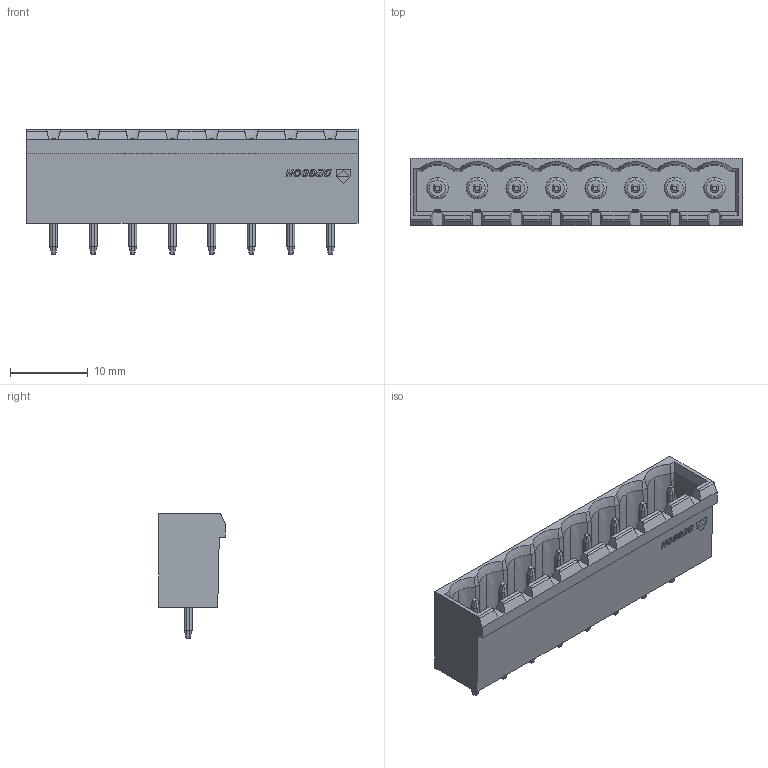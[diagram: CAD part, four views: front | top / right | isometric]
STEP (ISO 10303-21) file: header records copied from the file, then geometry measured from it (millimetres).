
FILE_DESCRIPTION((''),'2;1');
FILE_NAME('PRT0034','2020-03-23T',('Administrator'),(''),'PRO/ENGINEER BY PARAMETRIC TECHNOLOGY CORPORATION, 2012360','PRO/ENGINEER BY PARAMETRIC TECHNOLOGY CORPORATION, 2012360','');
FILE_SCHEMA(('AUTOMOTIVE_DESIGN { 1 0 10303 214 1 1 1 1 }'));
Length unit declared in the file: millimetre
Products named in the file (1): PRT0034
Bounding box: 42.64 x 8.6 x 16 mm (x, y, z)
Volume: 2011.6 mm3; surface area: 3105.7 mm2
Topology: 1 solids, 1 shells, 822 faces, 2220 edges, 1434 vertices
Faces by surface type: plane 621, cone 88, cylinder 81, torus 16, bspline 16
Entity records: 25954 total; most frequent: CARTESIAN_POINT 5197, ORIENTED_EDGE 4440, DIRECTION 4033, EDGE_CURVE 2220, VECTOR 1857, LINE 1857, VERTEX_POINT 1434, AXIS2_PLACEMENT_3D 1088
